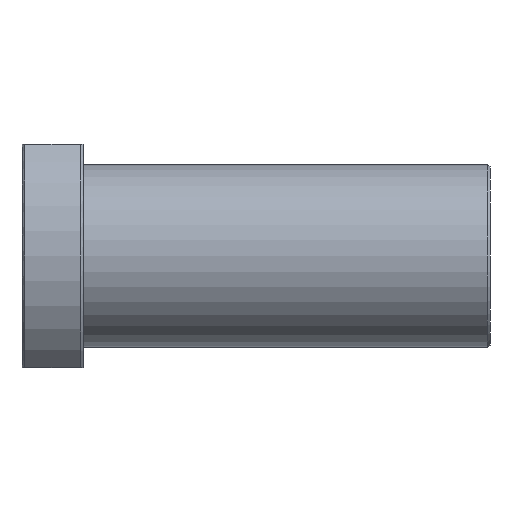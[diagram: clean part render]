
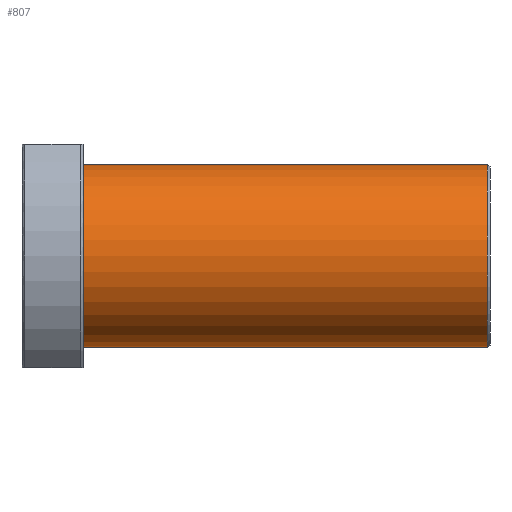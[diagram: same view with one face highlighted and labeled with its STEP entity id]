
A CAD part, front view. The second image highlights one B-rep face of the part: STEP entity #807.
In plain terms, the highlighted cylindrical face has radius 18 mm (diameter 36 mm), a partial arc.
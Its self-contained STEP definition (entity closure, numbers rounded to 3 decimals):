
#9 = CARTESIAN_POINT ( 'NONE',  ( 15.559, 0., 18. ) ) ;
#32 = VERTEX_POINT ( 'NONE', #9 ) ;
#69 = CYLINDRICAL_SURFACE ( 'NONE', #625, 18. ) ;
#113 = AXIS2_PLACEMENT_3D ( 'NONE', #737, #552, #917 ) ;
#131 = CIRCLE ( 'NONE', #1057, 18. ) ;
#132 = EDGE_CURVE ( 'NONE', #32, #798, #904, .T. ) ;
#160 = CARTESIAN_POINT ( 'NONE',  ( -63.941, 0., 18. ) ) ;
#215 = CIRCLE ( 'NONE', #113, 18. ) ;
#218 = CARTESIAN_POINT ( 'NONE',  ( -149.49, 0., 18. ) ) ;
#263 = CARTESIAN_POINT ( 'NONE',  ( -149.49, 0., 0. ) ) ;
#267 = ORIENTED_EDGE ( 'NONE', *, *, #132, .T. ) ;
#377 = DIRECTION ( 'NONE',  ( -1., 0., 0. ) ) ;
#403 = EDGE_LOOP ( 'NONE', ( #866, #613, #267, #1166 ) ) ;
#405 = CARTESIAN_POINT ( 'NONE',  ( -63.941, 0., -18. ) ) ;
#440 = DIRECTION ( 'NONE',  ( -1., 0., 0. ) ) ;
#468 = CARTESIAN_POINT ( 'NONE',  ( -63.941, 0., 0. ) ) ;
#483 = EDGE_CURVE ( 'NONE', #911, #1022, #1151, .T. ) ;
#495 = DIRECTION ( 'NONE',  ( -1., 0., 0. ) ) ;
#509 = CARTESIAN_POINT ( 'NONE',  ( -149.49, 0., -18. ) ) ;
#552 = DIRECTION ( 'NONE',  ( -1., 0., 0. ) ) ;
#613 = ORIENTED_EDGE ( 'NONE', *, *, #750, .T. ) ;
#625 = AXIS2_PLACEMENT_3D ( 'NONE', #263, #440, #842 ) ;
#737 = CARTESIAN_POINT ( 'NONE',  ( 15.559, 0., 0. ) ) ;
#748 = CARTESIAN_POINT ( 'NONE',  ( 15.559, 0., -18. ) ) ;
#750 = EDGE_CURVE ( 'NONE', #911, #32, #215, .T. ) ;
#795 = DIRECTION ( 'NONE',  ( -1., 0., 0. ) ) ;
#798 = VERTEX_POINT ( 'NONE', #160 ) ;
#807 = ADVANCED_FACE ( 'NONE', ( #921 ), #69, .T. ) ;
#842 = DIRECTION ( 'NONE',  ( 0., 0., 1. ) ) ;
#847 = DIRECTION ( 'NONE',  ( 0., 0., 1. ) ) ;
#866 = ORIENTED_EDGE ( 'NONE', *, *, #483, .F. ) ;
#904 = LINE ( 'NONE', #218, #1129 ) ;
#911 = VERTEX_POINT ( 'NONE', #748 ) ;
#917 = DIRECTION ( 'NONE',  ( 0., 0., 1. ) ) ;
#921 = FACE_OUTER_BOUND ( 'NONE', #403, .T. ) ;
#1022 = VERTEX_POINT ( 'NONE', #405 ) ;
#1057 = AXIS2_PLACEMENT_3D ( 'NONE', #468, #377, #847 ) ;
#1094 = EDGE_CURVE ( 'NONE', #1022, #798, #131, .T. ) ;
#1095 = VECTOR ( 'NONE', #795, 1000. ) ;
#1129 = VECTOR ( 'NONE', #495, 1000. ) ;
#1151 = LINE ( 'NONE', #509, #1095 ) ;
#1166 = ORIENTED_EDGE ( 'NONE', *, *, #1094, .F. ) ;
